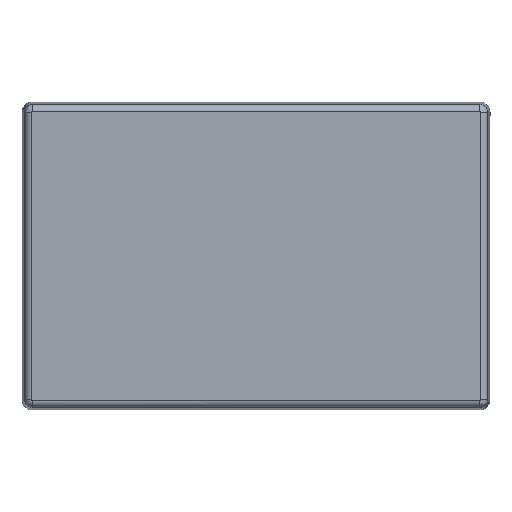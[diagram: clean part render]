
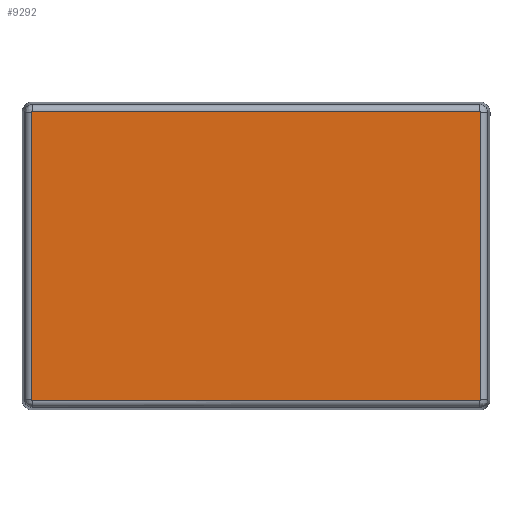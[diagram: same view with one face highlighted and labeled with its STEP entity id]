
A CAD part, front view. The second image highlights one B-rep face of the part: STEP entity #9292.
In plain terms, the highlighted planar face has unit normal (0, -1, 0).
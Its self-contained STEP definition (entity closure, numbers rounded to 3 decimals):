
#71 = CARTESIAN_POINT ( 'NONE',  ( 106.206, -50.833, 68.552 ) ) ;
#204 = CARTESIAN_POINT ( 'NONE',  ( 106.558, -50.833, 68.435 ) ) ;
#332 = CARTESIAN_POINT ( 'NONE',  ( 106.558, -50.833, 68.2 ) ) ;
#752 = VERTEX_POINT ( 'NONE', #10164 ) ;
#760 = LINE ( 'NONE', #6622, #8419 ) ;
#1442 = LINE ( 'NONE', #16708, #9130 ) ;
#1594 = PLANE ( 'NONE',  #16728 ) ;
#1710 =( BOUNDED_CURVE ( )  B_SPLINE_CURVE ( 3, ( #8177, #2565, #5453, #15510 ),
 .UNSPECIFIED., .F., .F. ) 
 B_SPLINE_CURVE_WITH_KNOTS ( ( 4, 4 ),
 ( 0., 1. ),
 .UNSPECIFIED. ) 
 CURVE ( )  GEOMETRIC_REPRESENTATION_ITEM ( )  RATIONAL_B_SPLINE_CURVE ( ( 0.5, 0.5, 0.667, 1. ) ) 
 REPRESENTATION_ITEM ( '' )  );
#2109 = VECTOR ( 'NONE', #7357, 1000. ) ;
#2444 = ORIENTED_EDGE ( 'NONE', *, *, #17446, .F. ) ;
#2565 = CARTESIAN_POINT ( 'NONE',  ( 106.558, -50.833, -68.435 ) ) ;
#3375 = ORIENTED_EDGE ( 'NONE', *, *, #7183, .F. ) ;
#3676 = CARTESIAN_POINT ( 'NONE',  ( -106.382, -50.833, -68.552 ) ) ;
#3921 = CARTESIAN_POINT ( 'NONE',  ( -106.206, -50.833, 68.552 ) ) ;
#4447 = CARTESIAN_POINT ( 'NONE',  ( -106.558, -50.833, -68.2 ) ) ;
#4515 = DIRECTION ( 'NONE',  ( 0., 0., 1. ) ) ;
#5078 =( BOUNDED_CURVE ( )  B_SPLINE_CURVE ( 3, ( #71, #8710, #204, #10281 ),
 .UNSPECIFIED., .F., .F. ) 
 B_SPLINE_CURVE_WITH_KNOTS ( ( 4, 4 ),
 ( 0., 1. ),
 .UNSPECIFIED. ) 
 CURVE ( )  GEOMETRIC_REPRESENTATION_ITEM ( )  RATIONAL_B_SPLINE_CURVE ( ( 1., 0.667, 0.5, 0.5 ) ) 
 REPRESENTATION_ITEM ( '' )  );
#5136 = CARTESIAN_POINT ( 'NONE',  ( -106.558, -50.833, -68.2 ) ) ;
#5313 = CARTESIAN_POINT ( 'NONE',  ( -106.558, -50.833, 68.2 ) ) ;
#5453 = CARTESIAN_POINT ( 'NONE',  ( 106.382, -50.833, -68.552 ) ) ;
#5530 = EDGE_CURVE ( 'NONE', #17583, #15856, #8721, .T. ) ;
#6020 = DIRECTION ( 'NONE',  ( 0., 1., 0. ) ) ;
#6189 = CARTESIAN_POINT ( 'NONE',  ( -106.206, -50.833, -68.552 ) ) ;
#6402 = CARTESIAN_POINT ( 'NONE',  ( -106.558, -50.833, -68.2 ) ) ;
#6622 = CARTESIAN_POINT ( 'NONE',  ( 106.558, -50.833, -68.2 ) ) ;
#7183 = EDGE_CURVE ( 'NONE', #12613, #17583, #15543, .T. ) ;
#7357 = DIRECTION ( 'NONE',  ( -1., 0., 0. ) ) ;
#7980 = LINE ( 'NONE', #15933, #2109 ) ;
#8095 = ORIENTED_EDGE ( 'NONE', *, *, #5530, .F. ) ;
#8169 = CARTESIAN_POINT ( 'NONE',  ( 106.558, -50.833, -68.2 ) ) ;
#8177 = CARTESIAN_POINT ( 'NONE',  ( 106.558, -50.833, -68.2 ) ) ;
#8419 = VECTOR ( 'NONE', #16671, 1000. ) ;
#8710 = CARTESIAN_POINT ( 'NONE',  ( 106.382, -50.833, 68.552 ) ) ;
#8721 = LINE ( 'NONE', #4447, #12522 ) ;
#8992 = FACE_OUTER_BOUND ( 'NONE', #16252, .T. ) ;
#9130 = VECTOR ( 'NONE', #18140, 1000. ) ;
#9292 = ADVANCED_FACE ( 'N', ( #8992 ), #1594, .F. ) ;
#9737 = VERTEX_POINT ( 'NONE', #8169 ) ;
#10164 = CARTESIAN_POINT ( 'NONE',  ( 106.206, -50.833, -68.552 ) ) ;
#10281 = CARTESIAN_POINT ( 'NONE',  ( 106.558, -50.833, 68.2 ) ) ;
#11037 = ORIENTED_EDGE ( 'NONE', *, *, #11637, .F. ) ;
#11637 = EDGE_CURVE ( 'NONE', #18594, #9737, #760, .T. ) ;
#12085 = VERTEX_POINT ( 'NONE', #16406 ) ;
#12099 = EDGE_CURVE ( 'NONE', #17368, #12085, #1442, .T. ) ;
#12102 = CARTESIAN_POINT ( 'NONE',  ( -106.206, -50.833, -68.552 ) ) ;
#12128 = ORIENTED_EDGE ( 'NONE', *, *, #12099, .F. ) ;
#12202 = EDGE_CURVE ( 'NONE', #752, #12613, #7980, .T. ) ;
#12289 = CARTESIAN_POINT ( 'NONE',  ( -106.558, -50.833, -68.435 ) ) ;
#12522 = VECTOR ( 'NONE', #4515, 1000. ) ;
#12537 = CARTESIAN_POINT ( 'NONE',  ( -106.382, -50.833, 68.552 ) ) ;
#12613 = VERTEX_POINT ( 'NONE', #6189 ) ;
#12910 = CARTESIAN_POINT ( 'NONE',  ( -106.558, -50.833, 68.2 ) ) ;
#12919 = ORIENTED_EDGE ( 'NONE', *, *, #12202, .F. ) ;
#13816 = EDGE_CURVE ( 'NONE', #9737, #752, #1710, .T. ) ;
#14234 =( BOUNDED_CURVE ( )  B_SPLINE_CURVE ( 3, ( #5313, #15366, #12537, #3921 ),
 .UNSPECIFIED., .F., .F. ) 
 B_SPLINE_CURVE_WITH_KNOTS ( ( 4, 4 ),
 ( 0., 1. ),
 .UNSPECIFIED. ) 
 CURVE ( )  GEOMETRIC_REPRESENTATION_ITEM ( )  RATIONAL_B_SPLINE_CURVE ( ( 0.5, 0.5, 0.667, 1. ) ) 
 REPRESENTATION_ITEM ( '' )  );
#14617 = CARTESIAN_POINT ( 'NONE',  ( -106.206, -50.833, -68.2 ) ) ;
#15366 = CARTESIAN_POINT ( 'NONE',  ( -106.558, -50.833, 68.435 ) ) ;
#15510 = CARTESIAN_POINT ( 'NONE',  ( 106.206, -50.833, -68.552 ) ) ;
#15543 =( BOUNDED_CURVE ( )  B_SPLINE_CURVE ( 3, ( #12102, #3676, #12289, #5136 ),
 .UNSPECIFIED., .F., .F. ) 
 B_SPLINE_CURVE_WITH_KNOTS ( ( 4, 4 ),
 ( 0., 1. ),
 .UNSPECIFIED. ) 
 CURVE ( )  GEOMETRIC_REPRESENTATION_ITEM ( )  RATIONAL_B_SPLINE_CURVE ( ( 1., 0.667, 0.5, 0.5 ) ) 
 REPRESENTATION_ITEM ( '' )  );
#15856 = VERTEX_POINT ( 'NONE', #12910 ) ;
#15933 = CARTESIAN_POINT ( 'NONE',  ( -106.206, -50.833, -68.552 ) ) ;
#16060 = DIRECTION ( 'NONE',  ( 0., 0., 1. ) ) ;
#16252 = EDGE_LOOP ( 'NONE', ( #8095, #3375, #12919, #18642, #11037, #2444, #12128, #18437 ) ) ;
#16406 = CARTESIAN_POINT ( 'NONE',  ( 106.206, -50.833, 68.552 ) ) ;
#16671 = DIRECTION ( 'NONE',  ( 0., 0., -1. ) ) ;
#16708 = CARTESIAN_POINT ( 'NONE',  ( -106.206, -50.833, 68.552 ) ) ;
#16728 = AXIS2_PLACEMENT_3D ( 'NONE', #14617, #6020, #16060 ) ;
#16797 = EDGE_CURVE ( 'NONE', #15856, #17368, #14234, .T. ) ;
#16814 = CARTESIAN_POINT ( 'NONE',  ( -106.206, -50.833, 68.552 ) ) ;
#17368 = VERTEX_POINT ( 'NONE', #16814 ) ;
#17446 = EDGE_CURVE ( 'NONE', #12085, #18594, #5078, .T. ) ;
#17583 = VERTEX_POINT ( 'NONE', #6402 ) ;
#18140 = DIRECTION ( 'NONE',  ( 1., 0., 0. ) ) ;
#18437 = ORIENTED_EDGE ( 'NONE', *, *, #16797, .F. ) ;
#18594 = VERTEX_POINT ( 'NONE', #332 ) ;
#18642 = ORIENTED_EDGE ( 'NONE', *, *, #13816, .F. ) ;
